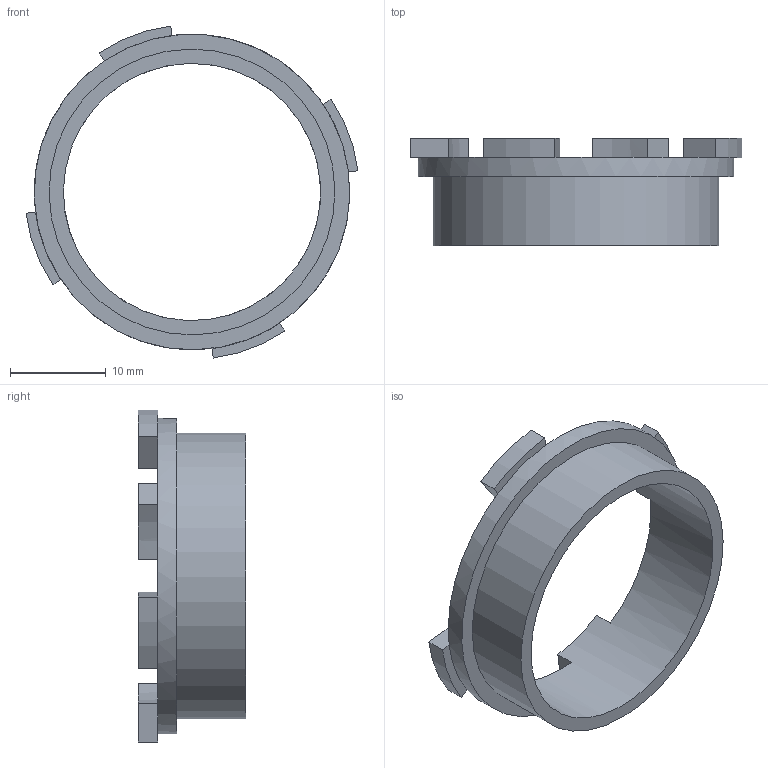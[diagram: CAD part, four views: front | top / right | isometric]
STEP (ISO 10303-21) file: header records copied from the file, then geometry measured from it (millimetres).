
FILE_DESCRIPTION(/* description */ (''),/* implementation_level */ '2;1');
FILE_NAME(/* name */ '3-3522_2.stp',/* time_stamp */ '2016-06-02T11:45:56+02:00',/* author */ (''),/* organization */ (''),/* preprocessor_version */ 'ST-DEVELOPER v16.5',/* originating_system */ 'Autodesk Translation Framework v5.0.0.3310',/* authorisation */ '');
FILE_SCHEMA (('AUTOMOTIVE_DESIGN { 1 0 10303 214 3 1 1 }'));
Length unit declared in the file: centimetre
Products named in the file (1): 3-3522_2
Bounding box: 34.72 x 11.2 x 34.72 mm (x, y, z)
Volume: 1768.8 mm3; surface area: 2476.8 mm2
Topology: 1 solids, 1 shells, 29 faces, 73 edges, 46 vertices
Faces by surface type: plane 22, cylinder 7
Full cylindrical faces by diameter (mm): 26.9 x1, 29.9 x1, 33 x1
Entity records: 866 total; most frequent: DIRECTION 156, CARTESIAN_POINT 142, ORIENTED_EDGE 136, EDGE_CURVE 68, AXIS2_PLACEMENT_3D 58, VERTEX_POINT 44, LINE 40, VECTOR 40
